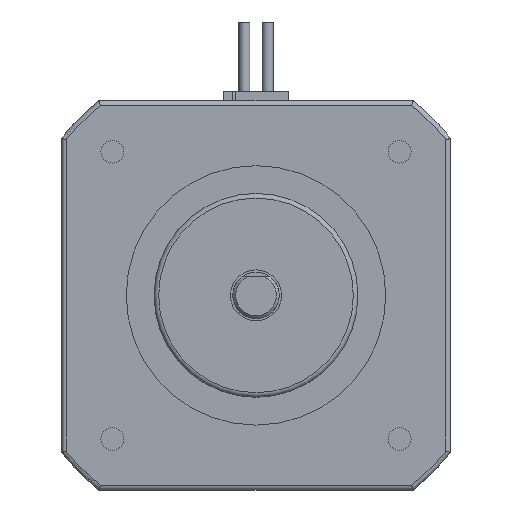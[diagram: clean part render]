
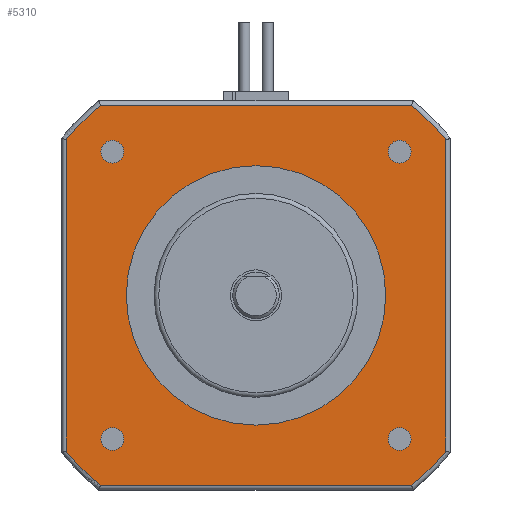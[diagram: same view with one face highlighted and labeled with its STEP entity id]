
A CAD part, front view. The second image highlights one B-rep face of the part: STEP entity #5310.
In plain terms, the highlighted planar face has unit normal (0, -1, 0).
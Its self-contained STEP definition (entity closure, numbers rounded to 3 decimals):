
#136=FACE_BOUND('',#1039,.T.);
#137=FACE_BOUND('',#1040,.T.);
#138=FACE_BOUND('',#1041,.T.);
#139=FACE_BOUND('',#1042,.T.);
#140=FACE_BOUND('',#1043,.T.);
#305=CIRCLE('',#5693,26.5);
#306=CIRCLE('',#5696,26.5);
#307=CIRCLE('',#5698,26.5);
#308=CIRCLE('',#5699,26.5);
#309=CIRCLE('',#5700,1.23);
#310=CIRCLE('',#5701,1.23);
#311=CIRCLE('',#5702,14.);
#312=CIRCLE('',#5703,1.23);
#313=CIRCLE('',#5704,1.23);
#693=FACE_OUTER_BOUND('',#1038,.T.);
#1038=EDGE_LOOP('',(#3593,#3594,#3595,#3596,#3597,#3598,#3599,#3600));
#1039=EDGE_LOOP('',(#3601));
#1040=EDGE_LOOP('',(#3602));
#1041=EDGE_LOOP('',(#3603));
#1042=EDGE_LOOP('',(#3604));
#1043=EDGE_LOOP('',(#3605));
#1448=LINE('',#8074,#1830);
#1469=LINE('',#8224,#1851);
#1470=LINE('',#8228,#1852);
#1471=LINE('',#8231,#1853);
#1830=VECTOR('',#6329,1.);
#1851=VECTOR('',#6398,1.);
#1852=VECTOR('',#6401,1.);
#1853=VECTOR('',#6404,1.);
#2213=VERTEX_POINT('',#7995);
#2214=VERTEX_POINT('',#8036);
#2237=VERTEX_POINT('',#8132);
#2241=VERTEX_POINT('',#8183);
#2242=VERTEX_POINT('',#8223);
#2243=VERTEX_POINT('',#8225);
#2244=VERTEX_POINT('',#8227);
#2245=VERTEX_POINT('',#8229);
#2246=VERTEX_POINT('',#8232);
#2247=VERTEX_POINT('',#8234);
#2248=VERTEX_POINT('',#8236);
#2249=VERTEX_POINT('',#8238);
#2250=VERTEX_POINT('',#8240);
#2739=EDGE_CURVE('',#2213,#2214,#1448,.T.);
#2769=EDGE_CURVE('',#2214,#2237,#305,.T.);
#2775=EDGE_CURVE('',#2241,#2213,#306,.T.);
#2776=EDGE_CURVE('',#2237,#2242,#1469,.T.);
#2777=EDGE_CURVE('',#2242,#2243,#307,.T.);
#2778=EDGE_CURVE('',#2243,#2244,#1470,.T.);
#2779=EDGE_CURVE('',#2244,#2245,#308,.T.);
#2780=EDGE_CURVE('',#2245,#2241,#1471,.T.);
#2781=EDGE_CURVE('',#2246,#2246,#309,.T.);
#2782=EDGE_CURVE('',#2247,#2247,#310,.T.);
#2783=EDGE_CURVE('',#2248,#2248,#311,.T.);
#2784=EDGE_CURVE('',#2249,#2249,#312,.T.);
#2785=EDGE_CURVE('',#2250,#2250,#313,.T.);
#3593=ORIENTED_EDGE('',*,*,#2776,.T.);
#3594=ORIENTED_EDGE('',*,*,#2777,.T.);
#3595=ORIENTED_EDGE('',*,*,#2778,.T.);
#3596=ORIENTED_EDGE('',*,*,#2779,.T.);
#3597=ORIENTED_EDGE('',*,*,#2780,.T.);
#3598=ORIENTED_EDGE('',*,*,#2775,.T.);
#3599=ORIENTED_EDGE('',*,*,#2739,.T.);
#3600=ORIENTED_EDGE('',*,*,#2769,.T.);
#3601=ORIENTED_EDGE('',*,*,#2781,.F.);
#3602=ORIENTED_EDGE('',*,*,#2782,.F.);
#3603=ORIENTED_EDGE('',*,*,#2783,.F.);
#3604=ORIENTED_EDGE('',*,*,#2784,.F.);
#3605=ORIENTED_EDGE('',*,*,#2785,.F.);
#5116=PLANE('',#5697);
#5310=ADVANCED_FACE('',(#693,#136,#137,#138,#139,#140),#5116,.T.);
#5693=AXIS2_PLACEMENT_3D('',#8173,#6384,#6385);
#5696=AXIS2_PLACEMENT_3D('',#8221,#6394,#6395);
#5697=AXIS2_PLACEMENT_3D('',#8222,#6396,#6397);
#5698=AXIS2_PLACEMENT_3D('',#8226,#6399,#6400);
#5699=AXIS2_PLACEMENT_3D('',#8230,#6402,#6403);
#5700=AXIS2_PLACEMENT_3D('',#8233,#6405,#6406);
#5701=AXIS2_PLACEMENT_3D('',#8235,#6407,#6408);
#5702=AXIS2_PLACEMENT_3D('',#8237,#6409,#6410);
#5703=AXIS2_PLACEMENT_3D('',#8239,#6411,#6412);
#5704=AXIS2_PLACEMENT_3D('',#8241,#6413,#6414);
#6329=DIRECTION('',(0.,0.,1.));
#6384=DIRECTION('center_axis',(0.,-1.,0.));
#6385=DIRECTION('ref_axis',(0.778,0.,0.629));
#6394=DIRECTION('center_axis',(0.,-1.,0.));
#6395=DIRECTION('ref_axis',(0.629,0.,-0.778));
#6396=DIRECTION('center_axis',(0.,-1.,0.));
#6397=DIRECTION('ref_axis',(0.,0.,-1.));
#6398=DIRECTION('',(-1.,0.,0.));
#6399=DIRECTION('center_axis',(0.,-1.,0.));
#6400=DIRECTION('ref_axis',(-0.629,0.,0.778));
#6401=DIRECTION('',(0.,0.,-1.));
#6402=DIRECTION('center_axis',(0.,-1.,0.));
#6403=DIRECTION('ref_axis',(-0.778,0.,-0.629));
#6404=DIRECTION('',(1.,0.,0.));
#6405=DIRECTION('center_axis',(0.,-1.,0.));
#6406=DIRECTION('ref_axis',(1.,0.,0.));
#6407=DIRECTION('center_axis',(0.,-1.,0.));
#6408=DIRECTION('ref_axis',(1.,0.,0.));
#6409=DIRECTION('center_axis',(0.,-1.,0.));
#6410=DIRECTION('ref_axis',(1.,0.,0.));
#6411=DIRECTION('center_axis',(0.,-1.,0.));
#6412=DIRECTION('ref_axis',(1.,0.,0.));
#6413=DIRECTION('center_axis',(0.,-1.,0.));
#6414=DIRECTION('ref_axis',(1.,0.,0.));
#7995=CARTESIAN_POINT('',(20.5,0.,-16.793));
#8036=CARTESIAN_POINT('',(20.5,0.,16.793));
#8074=CARTESIAN_POINT('',(20.5,0.,-16.971));
#8132=CARTESIAN_POINT('',(16.793,0.,20.5));
#8173=CARTESIAN_POINT('Origin',(0.,0.,0.));
#8183=CARTESIAN_POINT('',(16.793,0.,-20.5));
#8221=CARTESIAN_POINT('Origin',(0.,0.,0.));
#8222=CARTESIAN_POINT('Origin',(0.,0.,0.));
#8223=CARTESIAN_POINT('',(-16.793,0.,20.5));
#8224=CARTESIAN_POINT('',(16.971,0.,20.5));
#8225=CARTESIAN_POINT('',(-20.5,0.,16.793));
#8226=CARTESIAN_POINT('Origin',(0.,0.,0.));
#8227=CARTESIAN_POINT('',(-20.5,0.,-16.793));
#8228=CARTESIAN_POINT('',(-20.5,0.,16.971));
#8229=CARTESIAN_POINT('',(-16.793,0.,-20.5));
#8230=CARTESIAN_POINT('Origin',(0.,0.,0.));
#8231=CARTESIAN_POINT('',(-16.971,0.,-20.5));
#8232=CARTESIAN_POINT('',(-16.73,0.,15.5));
#8233=CARTESIAN_POINT('Origin',(-15.5,0.,15.5));
#8234=CARTESIAN_POINT('',(-16.73,0.,-15.5));
#8235=CARTESIAN_POINT('Origin',(-15.5,0.,-15.5));
#8236=CARTESIAN_POINT('',(-14.,0.,0.));
#8237=CARTESIAN_POINT('Origin',(0.,0.,0.));
#8238=CARTESIAN_POINT('',(14.27,0.,15.5));
#8239=CARTESIAN_POINT('Origin',(15.5,0.,15.5));
#8240=CARTESIAN_POINT('',(14.27,0.,-15.5));
#8241=CARTESIAN_POINT('Origin',(15.5,0.,-15.5));
